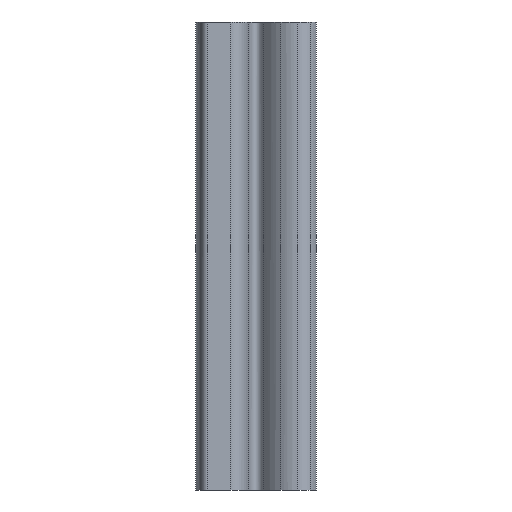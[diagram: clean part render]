
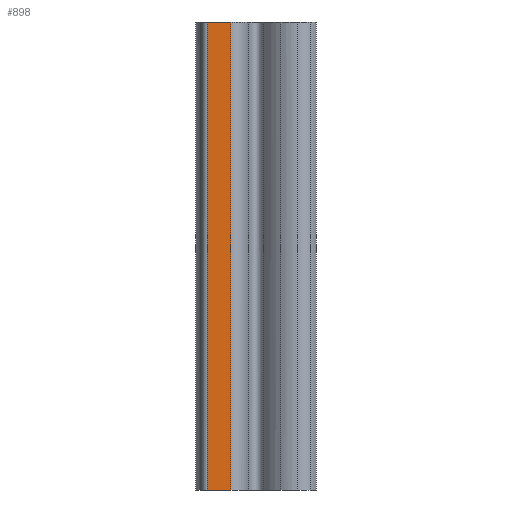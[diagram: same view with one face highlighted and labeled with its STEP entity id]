
A CAD part, left-side view. The second image highlights one B-rep face of the part: STEP entity #898.
In plain terms, the highlighted planar face has unit normal (-1, 0, 0).
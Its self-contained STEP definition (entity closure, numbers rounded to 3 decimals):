
#339=CARTESIAN_POINT('POINT14',(-9.055,
   17.717,78.74));
#340=VERTEX_POINT('VERTEX14',#339);
#367=CARTESIAN_POINT('POINT15',(-9.055,
   13.78,78.74));
#368=VERTEX_POINT('VERTEX15',#367);
#369=B_SPLINE_CURVE_WITH_KNOTS('SPLINE_CRV14',2,(#370,#371,#372,#373,
   #374,#375,#376,#377,#378,#379,#380,#381,#382,#383,#384,#385,#386,#387
   ,#388,#389,#390,#391,#392),.UNSPECIFIED.,.T.,.F.,(3,1,1,1,1,1,1,1,1,1
   ,1,1,1,1,1,1,1,1,1,1,1,3),(-0.048,0.,
   0.048,0.095,0.143,
   0.19,0.238,0.286,
   0.333,0.381,0.429,
   0.476,0.524,0.571,
   0.619,0.667,0.714,
   0.762,0.81,0.857,
   0.905,0.952),.UNSPECIFIED.);
#370=CARTESIAN_POINT('',(1.772,0.,
   78.74));
#371=CARTESIAN_POINT('',(3.543,0.,
   78.74));
#372=CARTESIAN_POINT('',(5.118,-0.787,
   78.74));
#373=CARTESIAN_POINT('',(6.693,-0.394,
   78.74));
#374=CARTESIAN_POINT('',(8.661,1.181,
   78.74));
#375=CARTESIAN_POINT('',(8.661,3.937,
   78.74));
#376=CARTESIAN_POINT('',(7.087,6.693,
   78.74));
#377=CARTESIAN_POINT('',(3.15,9.843,
   78.74));
#378=CARTESIAN_POINT('',(9.055,11.811,
   78.74));
#379=CARTESIAN_POINT('',(9.055,15.748,
   78.74));
#380=CARTESIAN_POINT('',(9.055,19.685,
   78.74));
#381=CARTESIAN_POINT('',(-9.055,19.685,
   78.74));
#382=CARTESIAN_POINT('',(-9.055,15.748,
   78.74));
#383=CARTESIAN_POINT('',(-9.055,11.811,
   78.74));
#384=CARTESIAN_POINT('',(-3.15,9.843,
   78.74));
#385=CARTESIAN_POINT('',(-7.087,6.693,
   78.74));
#386=CARTESIAN_POINT('',(-8.661,3.937,
   78.74));
#387=CARTESIAN_POINT('',(-8.661,1.181,
   78.74));
#388=CARTESIAN_POINT('',(-6.693,-0.394,
   78.74));
#389=CARTESIAN_POINT('',(-5.118,-0.787,
   78.74));
#390=CARTESIAN_POINT('',(-3.543,0.,
   78.74));
#391=CARTESIAN_POINT('',(0.,0.,78.74));
#392=CARTESIAN_POINT('',(1.772,0.,
   78.74));
#393=EDGE_CURVE('EDGE14',#340,#368,#369,.T.);
#851=CARTESIAN_POINT('POINT33',(-9.055,
   17.717,0.));
#852=VERTEX_POINT('VERTEX33',#851);
#859=B_SPLINE_CURVE_WITH_KNOTS('SPLINE_CRV44',1,(#860,#861),
   .UNSPECIFIED.,.F.,.F.,(2,2),(0.,78.74),
   .UNSPECIFIED.);
#860=CARTESIAN_POINT('',(-9.055,17.717,
   0.));
#861=CARTESIAN_POINT('',(-9.055,17.717,
   78.74));
#862=EDGE_CURVE('EDGE44',#852,#340,#859,.T.);
#876=CARTESIAN_POINT('POINT34',(-9.055,
   13.78,0.));
#877=VERTEX_POINT('VERTEX34',#876);
#878=B_SPLINE_CURVE_WITH_KNOTS('SPLINE_CRV45',2,(#879,#880,#881),
   .UNSPECIFIED.,.F.,.F.,(3,3),(0.,1.),.UNSPECIFIED.);
#879=CARTESIAN_POINT('',(-9.055,13.78,
   0.));
#880=CARTESIAN_POINT('',(-9.055,15.748,
   0.));
#881=CARTESIAN_POINT('',(-9.055,17.717,
   0.));
#882=EDGE_CURVE('EDGE45',#877,#852,#878,.T.);
#883=ORIENTED_EDGE('COEDGE66',*,*,#882,.F.);
#884=B_SPLINE_CURVE_WITH_KNOTS('SPLINE_CRV46',1,(#885,#886),
   .UNSPECIFIED.,.F.,.F.,(2,2),(0.,78.74),
   .UNSPECIFIED.);
#885=CARTESIAN_POINT('',(-9.055,13.78,
   0.));
#886=CARTESIAN_POINT('',(-9.055,13.78,
   78.74));
#887=EDGE_CURVE('EDGE46',#877,#368,#884,.T.);
#888=ORIENTED_EDGE('COEDGE67',*,*,#887,.T.);
#889=ORIENTED_EDGE('COEDGE68',*,*,#393,.F.);
#890=ORIENTED_EDGE('COEDGE69',*,*,#862,.F.);
#891=EDGE_LOOP('NONE',(#883,#888,#889,#890));
#892=FACE_BOUND('LOOP1',#891,.T.);
#893=CARTESIAN_POINT('POS3',(-9.055,15.748
   ,39.37));
#894=DIRECTION('DIR5',(-1.,0.,0.));
#895=DIRECTION('DIR6',(0.,1.,0.));
#896=AXIS2_PLACEMENT_3D('AXIS3',#893,#894,#895);
#897=PLANE('PLANE3',#896);
#898=ADVANCED_FACE('FACE13',(#892),#897,.T.);
